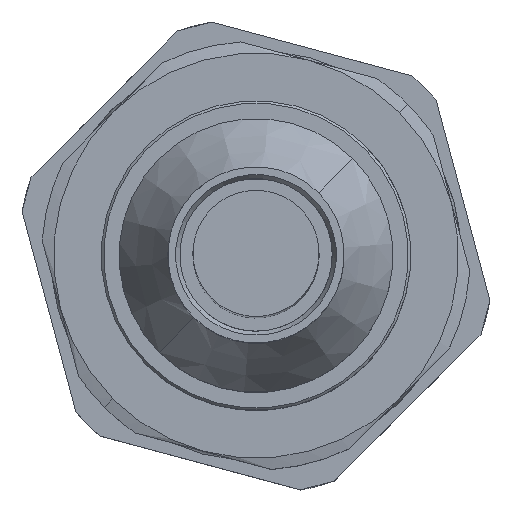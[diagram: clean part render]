
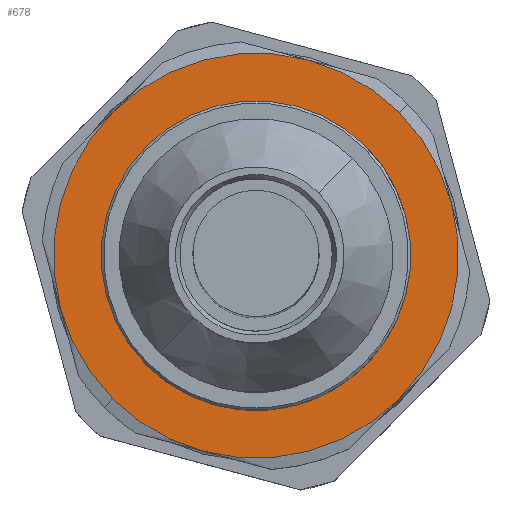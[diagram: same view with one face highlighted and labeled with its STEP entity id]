
A CAD part, top view. The second image highlights one B-rep face of the part: STEP entity #678.
In plain terms, the highlighted planar face has unit normal (0, 0, 1).
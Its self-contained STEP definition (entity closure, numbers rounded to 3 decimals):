
#576=AXIS2_PLACEMENT_3D('Circle Axis2P3D',#574,#575,$) ;
#593=AXIS2_PLACEMENT_3D('Circle Axis2P3D',#591,#592,$) ;
#606=AXIS2_PLACEMENT_3D('Plane Axis2P3D',#603,#604,#605) ;
#610=AXIS2_PLACEMENT_3D('Circle Axis2P3D',#608,#609,$) ;
#619=AXIS2_PLACEMENT_3D('Circle Axis2P3D',#617,#618,$) ;
#626=AXIS2_PLACEMENT_3D('Circle Axis2P3D',#624,#625,$) ;
#633=AXIS2_PLACEMENT_3D('Circle Axis2P3D',#631,#632,$) ;
#640=AXIS2_PLACEMENT_3D('Circle Axis2P3D',#638,#639,$) ;
#647=AXIS2_PLACEMENT_3D('Circle Axis2P3D',#645,#646,$) ;
#654=AXIS2_PLACEMENT_3D('Circle Axis2P3D',#652,#653,$) ;
#661=AXIS2_PLACEMENT_3D('Circle Axis2P3D',#659,#660,$) ;
#564=CARTESIAN_POINT('Vertex',(14.346,14.346,19.5)) ;
#571=CARTESIAN_POINT('Vertex',(5.296,5.296,19.5)) ;
#574=CARTESIAN_POINT('Axis2P3D Location',(9.821,9.821,19.5)) ;
#591=CARTESIAN_POINT('Axis2P3D Location',(9.821,9.821,19.5)) ;
#603=CARTESIAN_POINT('Axis2P3D Location',(9.821,9.821,19.5)) ;
#608=CARTESIAN_POINT('Axis2P3D Location',(9.821,9.821,19.5)) ;
#612=CARTESIAN_POINT('Vertex',(15.831,3.811,19.5)) ;
#614=CARTESIAN_POINT('Vertex',(18.031,12.021,19.5)) ;
#617=CARTESIAN_POINT('Axis2P3D Location',(9.821,9.821,19.5)) ;
#621=CARTESIAN_POINT('Vertex',(15.831,15.831,19.5)) ;
#624=CARTESIAN_POINT('Axis2P3D Location',(9.821,9.821,19.5)) ;
#628=CARTESIAN_POINT('Vertex',(12.021,18.031,19.5)) ;
#631=CARTESIAN_POINT('Axis2P3D Location',(9.821,9.821,19.5)) ;
#635=CARTESIAN_POINT('Vertex',(3.811,15.831,19.5)) ;
#638=CARTESIAN_POINT('Axis2P3D Location',(9.821,9.821,19.5)) ;
#642=CARTESIAN_POINT('Vertex',(1.611,7.621,19.5)) ;
#645=CARTESIAN_POINT('Axis2P3D Location',(9.821,9.821,19.5)) ;
#649=CARTESIAN_POINT('Vertex',(3.811,3.811,19.5)) ;
#652=CARTESIAN_POINT('Axis2P3D Location',(9.821,9.821,19.5)) ;
#656=CARTESIAN_POINT('Vertex',(7.621,1.611,19.5)) ;
#659=CARTESIAN_POINT('Axis2P3D Location',(9.821,9.821,19.5)) ;
#575=DIRECTION('Axis2P3D Direction',(0.,0.,1.)) ;
#592=DIRECTION('Axis2P3D Direction',(0.,0.,1.)) ;
#604=DIRECTION('Axis2P3D Direction',(0.,0.,1.)) ;
#605=DIRECTION('Axis2P3D XDirection',(-0.707,-0.707,0.)) ;
#609=DIRECTION('Axis2P3D Direction',(0.,0.,1.)) ;
#618=DIRECTION('Axis2P3D Direction',(0.,0.,1.)) ;
#625=DIRECTION('Axis2P3D Direction',(0.,0.,1.)) ;
#632=DIRECTION('Axis2P3D Direction',(0.,0.,1.)) ;
#639=DIRECTION('Axis2P3D Direction',(0.,0.,1.)) ;
#646=DIRECTION('Axis2P3D Direction',(0.,0.,1.)) ;
#653=DIRECTION('Axis2P3D Direction',(0.,0.,1.)) ;
#660=DIRECTION('Axis2P3D Direction',(0.,0.,1.)) ;
#665=ORIENTED_EDGE('',*,*,#616,.T.) ;
#666=ORIENTED_EDGE('',*,*,#623,.T.) ;
#667=ORIENTED_EDGE('',*,*,#630,.T.) ;
#668=ORIENTED_EDGE('',*,*,#637,.T.) ;
#669=ORIENTED_EDGE('',*,*,#644,.T.) ;
#670=ORIENTED_EDGE('',*,*,#651,.T.) ;
#671=ORIENTED_EDGE('',*,*,#658,.T.) ;
#672=ORIENTED_EDGE('',*,*,#663,.T.) ;
#675=ORIENTED_EDGE('',*,*,#595,.T.) ;
#676=ORIENTED_EDGE('',*,*,#578,.T.) ;
#677=FACE_BOUND('',#674,.T.) ;
#678=ADVANCED_FACE('Hauptk\X2\00F6\X0\rper',(#673,#677),#607,.T.) ;
#577=CIRCLE('generated circle',#576,6.4) ;
#594=CIRCLE('generated circle',#593,6.4) ;
#611=CIRCLE('generated circle',#610,8.5) ;
#620=CIRCLE('generated circle',#619,8.5) ;
#627=CIRCLE('generated circle',#626,8.5) ;
#634=CIRCLE('generated circle',#633,8.5) ;
#641=CIRCLE('generated circle',#640,8.5) ;
#648=CIRCLE('generated circle',#647,8.5) ;
#655=CIRCLE('generated circle',#654,8.5) ;
#662=CIRCLE('generated circle',#661,8.5) ;
#578=EDGE_CURVE('',#565,#572,#577,.F.) ;
#595=EDGE_CURVE('',#572,#565,#594,.F.) ;
#616=EDGE_CURVE('',#613,#615,#611,.T.) ;
#623=EDGE_CURVE('',#615,#622,#620,.T.) ;
#630=EDGE_CURVE('',#622,#629,#627,.T.) ;
#637=EDGE_CURVE('',#629,#636,#634,.T.) ;
#644=EDGE_CURVE('',#636,#643,#641,.T.) ;
#651=EDGE_CURVE('',#643,#650,#648,.T.) ;
#658=EDGE_CURVE('',#650,#657,#655,.T.) ;
#663=EDGE_CURVE('',#657,#613,#662,.T.) ;
#664=EDGE_LOOP('',(#665,#666,#667,#668,#669,#670,#671,#672)) ;
#674=EDGE_LOOP('',(#675,#676)) ;
#673=FACE_OUTER_BOUND('',#664,.T.) ;
#607=PLANE('',#606) ;
#565=VERTEX_POINT('',#564) ;
#572=VERTEX_POINT('',#571) ;
#613=VERTEX_POINT('',#612) ;
#615=VERTEX_POINT('',#614) ;
#622=VERTEX_POINT('',#621) ;
#629=VERTEX_POINT('',#628) ;
#636=VERTEX_POINT('',#635) ;
#643=VERTEX_POINT('',#642) ;
#650=VERTEX_POINT('',#649) ;
#657=VERTEX_POINT('',#656) ;
